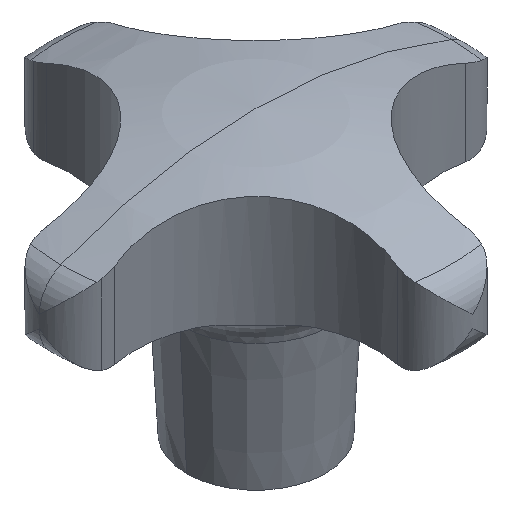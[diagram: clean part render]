
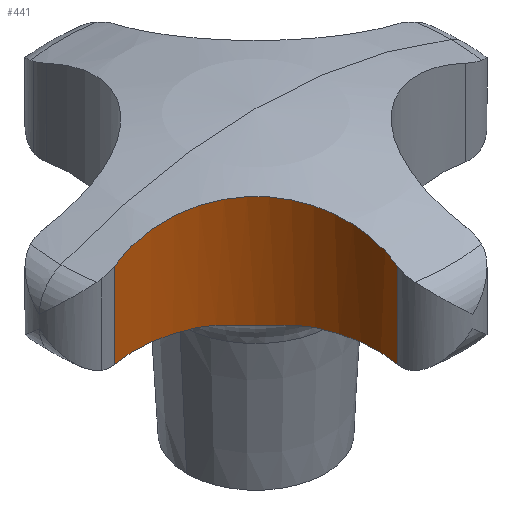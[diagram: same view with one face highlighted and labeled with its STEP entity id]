
A CAD part, isometric view. The second image highlights one B-rep face of the part: STEP entity #441.
In plain terms, the highlighted cylindrical face has radius 28 mm (diameter 56 mm), a partial arc.
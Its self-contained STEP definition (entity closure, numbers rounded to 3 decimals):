
#277=VERTEX_POINT('',#703);
#285=EDGE_CURVE('',#533,#343,#711,.T.);
#343=VERTEX_POINT('',#774);
#371=EDGE_CURVE('',#277,#571,#804,.T.);
#441=ADVANCED_FACE('',(#880),#881,.F.);
#533=VERTEX_POINT('',#982);
#545=EDGE_CURVE('',#277,#595,#994,.T.);
#557=EDGE_CURVE('',#595,#607,#1006,.T.);
#571=VERTEX_POINT('',#1020);
#595=VERTEX_POINT('',#1046);
#599=EDGE_CURVE('',#607,#533,#1050,.T.);
#607=VERTEX_POINT('',#1058);
#609=EDGE_CURVE('',#343,#571,#1060,.T.);
#703=CARTESIAN_POINT('',(-7.864,-40.531,38.0));
#711=LINE('',#1217,#1218);
#774=CARTESIAN_POINT('',(-40.531,-7.864,57.674));
#804=LINE('',#1385,#1386);
#880=FACE_OUTER_BOUND('',#1592,.T.);
#881=CYLINDRICAL_SURFACE('',#1593,28.);
#982=CARTESIAN_POINT('',(-40.531,-7.864,38.0));
#994=CIRCLE('',#1888,28.);
#1006=B_SPLINE_CURVE_WITH_KNOTS('',3,(#1909,#1910,#1911,#1912,#1913,#1914,#1915,#1916,#1917,#1918,#1919,#1920,#1921,#1922,#1923,#1924),.UNSPECIFIED.,.F.,.F.,(4,2,2,2,2,2,2,4),(-22.311,-19.198,-15.542,-13.652,-12.169,-10.542,-7.957,-2.823),.UNSPECIFIED.);
#1020=CARTESIAN_POINT('',(-7.864,-40.531,57.674));
#1046=CARTESIAN_POINT('',(-10.017,-23.541,38.0));
#1050=CIRCLE('',#2044,28.);
#1058=CARTESIAN_POINT('',(-23.541,-10.017,38.0));
#1060=B_SPLINE_CURVE_WITH_KNOTS('',3,(#2056,#2057,#2058,#2059,#2060,#2061,#2062,#2063,#2064,#2065,#2066,#2067,#2068,#2069,#2070,#2071,#2072,#2073,#2074,#2075,#2076,#2077,#2078,#2079,#2080,#2081,#2082,#2083,#2084,#2085,#2086,#2087,#2088,#2089),.UNSPECIFIED.,.F.,.F.,(4,2,2,2,2,2,2,2,2,2,2,2,2,2,2,2,4),(61.39,64.95,68.51,72.07,75.631,78.978,82.325,85.672,89.019,92.372,95.725,99.078,102.431,106.028,109.625,113.222,114.021),.UNSPECIFIED.);
#1217=CARTESIAN_POINT('',(-40.531,-7.864,0.));
#1218=VECTOR('',#2262,1.0);
#1385=CARTESIAN_POINT('',(-7.864,-40.531,0.));
#1386=VECTOR('',#2371,1.0);
#1592=EDGE_LOOP('',(#2461,#2462,#2463,#2464,#2465,#2466));
#1593=AXIS2_PLACEMENT_3D('',#2467,#2468,#2469);
#1888=AXIS2_PLACEMENT_3D('',#2583,#2584,#2585);
#1909=CARTESIAN_POINT('',(-10.017,-23.541,38.0));
#1910=CARTESIAN_POINT('',(-10.456,-22.602,38.0));
#1911=CARTESIAN_POINT('',(-10.945,-21.69,37.91));
#1912=CARTESIAN_POINT('',(-12.112,-19.776,37.651));
#1913=CARTESIAN_POINT('',(-12.815,-18.775,37.469));
#1914=CARTESIAN_POINT('',(-13.982,-17.326,37.277));
#1915=CARTESIAN_POINT('',(-14.395,-16.848,37.227));
#1916=CARTESIAN_POINT('',(-15.168,-16.011,37.178));
#1917=CARTESIAN_POINT('',(-15.516,-15.655,37.17));
#1918=CARTESIAN_POINT('',(-16.27,-14.923,37.187));
#1919=CARTESIAN_POINT('',(-16.672,-14.554,37.214));
#1920=CARTESIAN_POINT('',(-17.745,-13.627,37.323));
#1921=CARTESIAN_POINT('',(-18.425,-13.094,37.426));
#1922=CARTESIAN_POINT('',(-20.513,-11.604,37.755));
#1923=CARTESIAN_POINT('',(-21.991,-10.741,38.0));
#1924=CARTESIAN_POINT('',(-23.541,-10.017,38.0));
#2044=AXIS2_PLACEMENT_3D('',#2622,#2623,#2624);
#2056=CARTESIAN_POINT('',(-40.531,-7.864,57.674));
#2057=CARTESIAN_POINT('',(-39.435,-7.659,58.082));
#2058=CARTESIAN_POINT('',(-38.273,-7.511,58.492));
#2059=CARTESIAN_POINT('',(-35.878,-7.366,59.281));
#2060=CARTESIAN_POINT('',(-34.646,-7.37,59.66));
#2061=CARTESIAN_POINT('',(-32.181,-7.544,60.365));
#2062=CARTESIAN_POINT('',(-30.946,-7.715,60.691));
#2063=CARTESIAN_POINT('',(-28.543,-8.209,61.273));
#2064=CARTESIAN_POINT('',(-27.375,-8.533,61.53));
#2065=CARTESIAN_POINT('',(-25.235,-9.27,61.955));
#2066=CARTESIAN_POINT('',(-24.17,-9.706,62.145));
#2067=CARTESIAN_POINT('',(-22.059,-10.735,62.472));
#2068=CARTESIAN_POINT('',(-21.013,-11.329,62.608));
#2069=CARTESIAN_POINT('',(-19.003,-12.65,62.815));
#2070=CARTESIAN_POINT('',(-18.039,-13.378,62.886));
#2071=CARTESIAN_POINT('',(-16.242,-14.922,62.962));
#2072=CARTESIAN_POINT('',(-15.41,-15.737,62.967));
#2073=CARTESIAN_POINT('',(-13.908,-17.39,62.921));
#2074=CARTESIAN_POINT('',(-13.176,-18.298,62.869));
#2075=CARTESIAN_POINT('',(-11.812,-20.234,62.696));
#2076=CARTESIAN_POINT('',(-11.181,-21.263,62.577));
#2077=CARTESIAN_POINT('',(-10.062,-23.386,62.275));
#2078=CARTESIAN_POINT('',(-9.573,-24.481,62.092));
#2079=CARTESIAN_POINT('',(-8.753,-26.672,61.676));
#2080=CARTESIAN_POINT('',(-8.422,-27.769,61.444));
#2081=CARTESIAN_POINT('',(-7.892,-29.966,60.936));
#2082=CARTESIAN_POINT('',(-7.681,-31.163,60.635));
#2083=CARTESIAN_POINT('',(-7.417,-33.608,59.966));
#2084=CARTESIAN_POINT('',(-7.365,-34.855,59.597));
#2085=CARTESIAN_POINT('',(-7.428,-37.331,58.811));
#2086=CARTESIAN_POINT('',(-7.542,-38.56,58.393));
#2087=CARTESIAN_POINT('',(-7.77,-40.01,57.867));
#2088=CARTESIAN_POINT('',(-7.815,-40.271,57.771));
#2089=CARTESIAN_POINT('',(-7.864,-40.531,57.674));
#2262=DIRECTION('',(0.0,0.,1.0));
#2371=DIRECTION('',(0.0,0.,1.0));
#2461=ORIENTED_EDGE('',*,*,#609,.F.);
#2462=ORIENTED_EDGE('',*,*,#285,.F.);
#2463=ORIENTED_EDGE('',*,*,#599,.F.);
#2464=ORIENTED_EDGE('',*,*,#557,.F.);
#2465=ORIENTED_EDGE('',*,*,#545,.F.);
#2466=ORIENTED_EDGE('',*,*,#371,.T.);
#2467=CARTESIAN_POINT('',(-35.387,-35.387,0.));
#2468=DIRECTION('',(-0.0,0.,-1.0));
#2469=DIRECTION('',(-0.184,0.983,0.));
#2583=CARTESIAN_POINT('',(-35.387,-35.387,38.0));
#2584=DIRECTION('',(0.,0.,1.0));
#2585=DIRECTION('',(-0.184,0.983,0.));
#2622=CARTESIAN_POINT('',(-35.387,-35.387,38.0));
#2623=DIRECTION('',(0.,0.,1.0));
#2624=DIRECTION('',(-0.184,0.983,0.));
